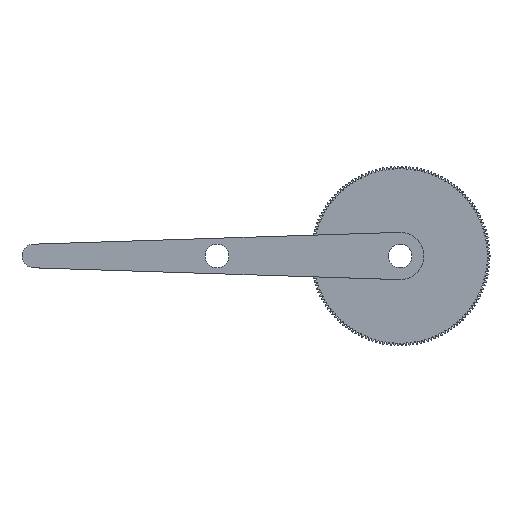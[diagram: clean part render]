
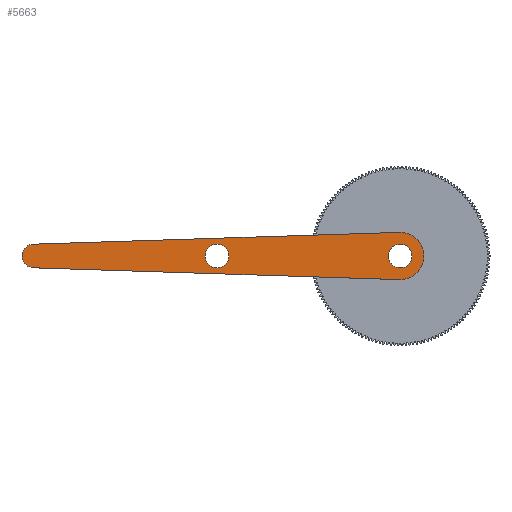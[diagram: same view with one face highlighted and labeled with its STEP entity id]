
A CAD part, top view. The second image highlights one B-rep face of the part: STEP entity #5663.
In plain terms, the highlighted planar face has unit normal (0, 0, 1).
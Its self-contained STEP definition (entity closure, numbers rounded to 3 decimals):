
#77 = EDGE_CURVE ( 'NONE', #17006, #1898, #21277, .T. ) ;
#293 = ORIENTED_EDGE ( 'NONE', *, *, #6878, .T. ) ;
#573 = CARTESIAN_POINT ( 'NONE',  ( -95.932, 195.881, 291.107 ) ) ;
#706 = CARTESIAN_POINT ( 'NONE',  ( -95.932, 195.881, 291.107 ) ) ;
#730 = VERTEX_POINT ( 'NONE', #1986 ) ;
#1042 = EDGE_CURVE ( 'NONE', #1959, #8208, #15057, .T. ) ;
#1113 = DIRECTION ( 'NONE',  ( 0., 0., 1. ) ) ;
#1742 = ORIENTED_EDGE ( 'NONE', *, *, #20246, .T. ) ;
#1898 = VERTEX_POINT ( 'NONE', #7224 ) ;
#1959 = VERTEX_POINT ( 'NONE', #14009 ) ;
#1970 = DIRECTION ( 'NONE',  ( 1., 0., 0. ) ) ;
#1986 = CARTESIAN_POINT ( 'NONE',  ( -96.254, 185.886, 291.107 ) ) ;
#2090 = AXIS2_PLACEMENT_3D ( 'NONE', #9597, #19308, #20975 ) ;
#2515 = CARTESIAN_POINT ( 'NONE',  ( 224.068, 195.881, 291.107 ) ) ;
#2964 = DIRECTION ( 'NONE',  ( 0., 0., 1. ) ) ;
#3596 = DIRECTION ( 'NONE',  ( 0., 0., 1. ) ) ;
#3995 = VERTEX_POINT ( 'NONE', #13389 ) ;
#4048 = DIRECTION ( 'NONE',  ( 0., 0., 1. ) ) ;
#4442 = VERTEX_POINT ( 'NONE', #8689 ) ;
#4737 = CARTESIAN_POINT ( 'NONE',  ( 49.068, 195.881, 291.107 ) ) ;
#4942 = DIRECTION ( 'NONE',  ( -0.999, -0.032, 0. ) ) ;
#5126 = DIRECTION ( 'NONE',  ( 1., 0., 0. ) ) ;
#5663 = ADVANCED_FACE ( 'NONE', ( #9917, #15253, #20371 ), #9500, .T. ) ;
#5894 = VECTOR ( 'NONE', #10105, 1000. ) ;
#6214 = EDGE_CURVE ( 'NONE', #8459, #3995, #20104, .T. ) ;
#6384 = CARTESIAN_POINT ( 'NONE',  ( -96.254, 205.875, 291.107 ) ) ;
#6574 = ORIENTED_EDGE ( 'NONE', *, *, #9832, .F. ) ;
#6878 = EDGE_CURVE ( 'NONE', #3995, #15115, #19848, .T. ) ;
#7224 = CARTESIAN_POINT ( 'NONE',  ( 204.068, 195.881, 291.107 ) ) ;
#7309 = CARTESIAN_POINT ( 'NONE',  ( 214.068, 195.881, 291.107 ) ) ;
#7370 = EDGE_CURVE ( 'NONE', #8208, #1959, #11137, .T. ) ;
#8014 = EDGE_LOOP ( 'NONE', ( #8368, #13698 ) ) ;
#8208 = VERTEX_POINT ( 'NONE', #4737 ) ;
#8358 = AXIS2_PLACEMENT_3D ( 'NONE', #15140, #11805, #5126 ) ;
#8368 = ORIENTED_EDGE ( 'NONE', *, *, #1042, .F. ) ;
#8453 = LINE ( 'NONE', #17004, #5894 ) ;
#8459 = VERTEX_POINT ( 'NONE', #18869 ) ;
#8689 = CARTESIAN_POINT ( 'NONE',  ( -105.932, 195.881, 291.107 ) ) ;
#9008 = AXIS2_PLACEMENT_3D ( 'NONE', #706, #19628, #11174 ) ;
#9500 = PLANE ( 'NONE',  #8358 ) ;
#9597 = CARTESIAN_POINT ( 'NONE',  ( 214.068, 195.881, 291.107 ) ) ;
#9832 = EDGE_CURVE ( 'NONE', #1898, #17006, #15212, .T. ) ;
#9917 = FACE_BOUND ( 'NONE', #8014, .T. ) ;
#10074 = CIRCLE ( 'NONE', #9008, 10. ) ;
#10105 = DIRECTION ( 'NONE',  ( 0.999, -0.032, 0. ) ) ;
#10174 = EDGE_CURVE ( 'NONE', #4442, #730, #12692, .T. ) ;
#10566 = VECTOR ( 'NONE', #4942, 1000. ) ;
#10741 = CARTESIAN_POINT ( 'NONE',  ( 214.068, 195.881, 291.107 ) ) ;
#10927 = EDGE_LOOP ( 'NONE', ( #16873, #6574 ) ) ;
#11137 = CIRCLE ( 'NONE', #12913, 10. ) ;
#11174 = DIRECTION ( 'NONE',  ( 1., 0., 0. ) ) ;
#11555 = CARTESIAN_POINT ( 'NONE',  ( -96.254, 205.875, 291.107 ) ) ;
#11805 = DIRECTION ( 'NONE',  ( 0., 0., 1. ) ) ;
#12589 = EDGE_LOOP ( 'NONE', ( #1742, #20336, #18737, #21500, #293 ) ) ;
#12692 = CIRCLE ( 'NONE', #21574, 10. ) ;
#12913 = AXIS2_PLACEMENT_3D ( 'NONE', #19702, #1113, #19819 ) ;
#13352 = AXIS2_PLACEMENT_3D ( 'NONE', #7309, #14096, #1970 ) ;
#13389 = CARTESIAN_POINT ( 'NONE',  ( 213.423, 215.87, 291.107 ) ) ;
#13436 = AXIS2_PLACEMENT_3D ( 'NONE', #10741, #4048, #17522 ) ;
#13698 = ORIENTED_EDGE ( 'NONE', *, *, #7370, .F. ) ;
#13990 = AXIS2_PLACEMENT_3D ( 'NONE', #16431, #2964, #16773 ) ;
#14009 = CARTESIAN_POINT ( 'NONE',  ( 69.068, 195.881, 291.107 ) ) ;
#14096 = DIRECTION ( 'NONE',  ( 0., 0., 1. ) ) ;
#15057 = CIRCLE ( 'NONE', #13990, 10. ) ;
#15115 = VERTEX_POINT ( 'NONE', #11555 ) ;
#15140 = CARTESIAN_POINT ( 'NONE',  ( -95.932, 195.881, 291.107 ) ) ;
#15212 = CIRCLE ( 'NONE', #13436, 10. ) ;
#15253 = FACE_BOUND ( 'NONE', #10927, .T. ) ;
#15319 = EDGE_CURVE ( 'NONE', #730, #8459, #8453, .T. ) ;
#15612 = DIRECTION ( 'NONE',  ( 1., 0., 0. ) ) ;
#16431 = CARTESIAN_POINT ( 'NONE',  ( 59.068, 195.881, 291.107 ) ) ;
#16773 = DIRECTION ( 'NONE',  ( 1., 0., 0. ) ) ;
#16873 = ORIENTED_EDGE ( 'NONE', *, *, #77, .F. ) ;
#17004 = CARTESIAN_POINT ( 'NONE',  ( -96.254, 185.886, 291.107 ) ) ;
#17006 = VERTEX_POINT ( 'NONE', #2515 ) ;
#17522 = DIRECTION ( 'NONE',  ( 1., 0., 0. ) ) ;
#18737 = ORIENTED_EDGE ( 'NONE', *, *, #15319, .T. ) ;
#18869 = CARTESIAN_POINT ( 'NONE',  ( 213.423, 175.891, 291.107 ) ) ;
#19308 = DIRECTION ( 'NONE',  ( 0., 0., 1. ) ) ;
#19628 = DIRECTION ( 'NONE',  ( 0., 0., 1. ) ) ;
#19702 = CARTESIAN_POINT ( 'NONE',  ( 59.068, 195.881, 291.107 ) ) ;
#19819 = DIRECTION ( 'NONE',  ( 1., 0., 0. ) ) ;
#19848 = LINE ( 'NONE', #6384, #10566 ) ;
#20104 = CIRCLE ( 'NONE', #13352, 20. ) ;
#20246 = EDGE_CURVE ( 'NONE', #15115, #4442, #10074, .T. ) ;
#20336 = ORIENTED_EDGE ( 'NONE', *, *, #10174, .T. ) ;
#20371 = FACE_OUTER_BOUND ( 'NONE', #12589, .T. ) ;
#20975 = DIRECTION ( 'NONE',  ( 1., 0., 0. ) ) ;
#21277 = CIRCLE ( 'NONE', #2090, 10. ) ;
#21500 = ORIENTED_EDGE ( 'NONE', *, *, #6214, .T. ) ;
#21574 = AXIS2_PLACEMENT_3D ( 'NONE', #573, #3596, #15612 ) ;
